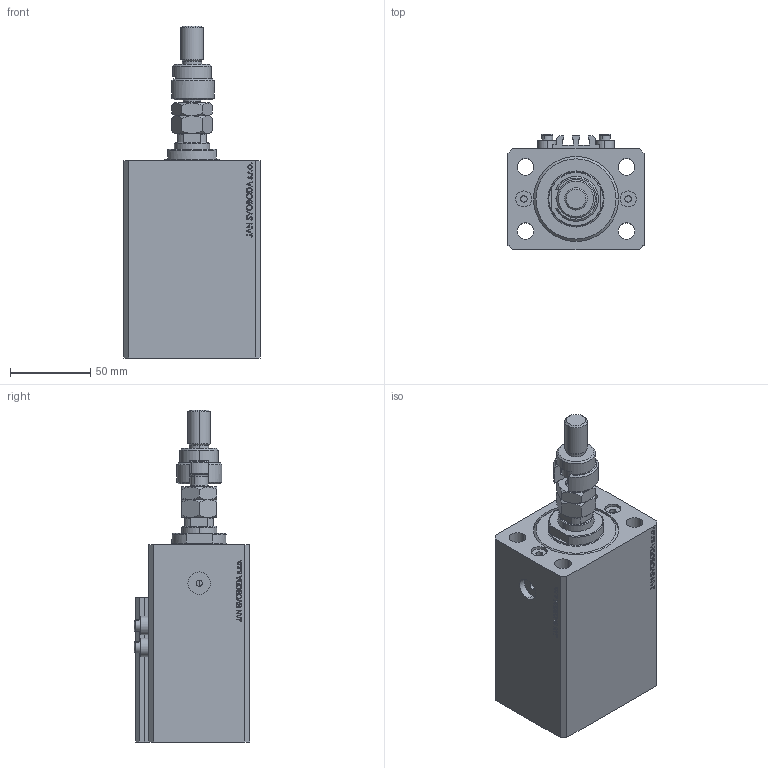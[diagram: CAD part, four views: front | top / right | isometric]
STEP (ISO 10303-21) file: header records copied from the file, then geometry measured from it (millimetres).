
FILE_DESCRIPTION (( 'STEP AP203' ), '1' );
FILE_NAME ('aa6e.STEP', '2023-10-07T15:30:15', ( '' ), ( '' ), 'SwSTEP 2.0', 'SolidWorks 2019', '' );
FILE_SCHEMA (( 'CONFIG_CONTROL_DESIGN' ));
Length unit declared in the file: millimetre
Products named in the file (8): FEMALE_PART_FOR_DFA de4eaae97d3ddcc2b4a31009ef7de5da; MFA de4eaae97d3ddcc2b4a31009ef7de5da; V250CE_C_Body de4eaae97d3ddcc2b4a31009ef7de5da; DFA de4eaae97d3ddcc2b4a31009ef7de5da; ALLEN BOLT V250CE de4eaae97d3ddcc2b4a31009ef7de5da; V250CE_VC_C de4eaae97d3ddcc2b4a31009ef7de5da; V250CE_C_VCP de4eaae97d3ddcc2b4a31009ef7de5da; aa6e
Assembly tree (10 placements, depth 3):
  aa6e
    V250CE_C_Body de4eaae97d3ddcc2b4a31009ef7de5da
    ALLEN BOLT V250CE de4eaae97d3ddcc2b4a31009ef7de5da  x4
    V250CE_C_VCP de4eaae97d3ddcc2b4a31009ef7de5da
    V250CE_VC_C de4eaae97d3ddcc2b4a31009ef7de5da
    DFA de4eaae97d3ddcc2b4a31009ef7de5da
      FEMALE_PART_FOR_DFA de4eaae97d3ddcc2b4a31009ef7de5da
      MFA de4eaae97d3ddcc2b4a31009ef7de5da
Bounding box: 85 x 72 x 207 mm (x, y, z)
Volume: 609258.1 mm3; surface area: 121649.3 mm2
Topology: 10 solids, 10 shells, 1119 faces, 2782 edges, 1805 vertices
Faces by surface type: plane 532, bspline 374, cylinder 99, cone 96, torus 18
Entity records: 50053 total; most frequent: CARTESIAN_POINT 26597, ORIENTED_EDGE 5254, DIRECTION 3411, EDGE_CURVE 2627, VERTEX_POINT 1721, VECTOR 1545, LINE 1545, EDGE_LOOP 1170
